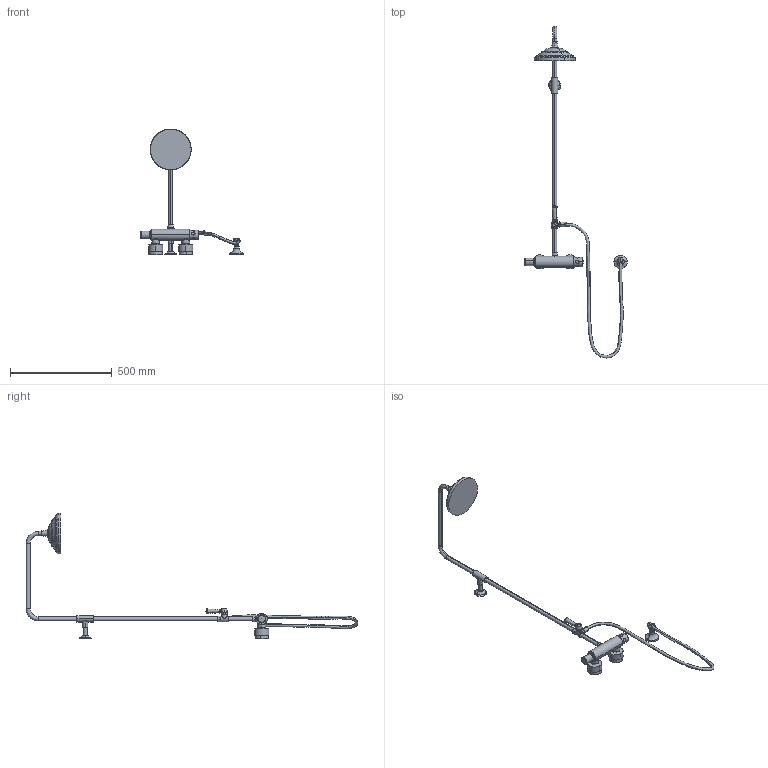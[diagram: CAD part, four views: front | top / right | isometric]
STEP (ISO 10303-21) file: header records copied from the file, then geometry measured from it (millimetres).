
FILE_DESCRIPTION (( 'STEP AP214' ), '1' );
FILE_NAME ('34459360.STEP', '2020-04-07T07:36:27', ( '' ), ( '' ), 'SwSTEP 2.0', 'SolidWorks 2017', '' );
FILE_SCHEMA (( 'AUTOMOTIVE_DESIGN' ));
Length unit declared in the file: millimetre
Products named in the file (25): Halter-+-09.17.20.015.90-01_-_K1; Planungsmodell_Koerper-+-09.17.01.044.90-01_K1; Halter-+-09.17.20.016.94-01_-_PDB_09172001694; Haube-+-09.12.05.038.90-01_-_PDB_28545977-00; 34459360; Mutter-+-09.24.03.139.90-01_-_Default1; Planungsmodell_Rosette-+-09.27.82.003.94-01_ _K2; Planungsmodell_T-Stueck-+-09.17.11.037.90-01_K1; Planungsmodell_Schlauch-+-09.30.02.008-2_Regenbrause_Wandhalter; Planungsmodell_Rohr_gerade-+-28.568.780-10_ _K89_18x26,5; Schraube-+-09.30.30.062.90-01_-_K1; Planungsmodell_Konus-+-09.30.02.005-03_-_K2; Planungsmodell_Griff-+-09.20.58.010.60-01_ _K3_23,4x15x60; Planungsmodell_Mitnehmer-+-09.18.20.011.94-01_ _K1; Planungsmodell_Rohr_gerade-+-28.568.780-10_ _K378_66x17; Planungsmodell_Koerper-+-09.17.09.045-01_ _K1; Planungsmodell_Mutter-+-09.23.30.034.90-1; Planungsmodell_Rohr-+-04.28.22.101.00-01_ _K1; Mutter-+-09.23.30.035.90-01_-_Default1; Planungsmodell_Rohr_gerade-+-28.568.780-10_ _K7_18x55; Planungsmodell_Mutter-+-09.23.30.035-01_ _K1_27_25x14; Planungsmodell_Kappe-+-09.21.02.008.90-01_K1_41 x 47,5 x 41; Planungsmodell_Rosette-+-05.27.22.503.00-01_-_K9_�70x32; Planungsmodell_Huelse-+-09.18.40.035.90-01_-_K1; Planungsmodell_Griff-+-09.20.99.003.94-01_ _K1
Assembly tree (28 placements, depth 2):
  34459360
    Planungsmodell_Koerper-+-09.17.01.044.90-01_K1
    Planungsmodell_Griff-+-09.20.99.003.94-01_ _K1
    Planungsmodell_Rosette-+-05.27.22.503.00-01_-_K9_�70x32  x2
    Planungsmodell_Mutter-+-09.23.30.035-01_ _K1_27_25x14
    Planungsmodell_Rohr-+-04.28.22.101.00-01_ _K1
    Planungsmodell_Koerper-+-09.17.09.045-01_ _K1
    Planungsmodell_Mitnehmer-+-09.18.20.011.94-01_ _K1
    Planungsmodell_Griff-+-09.20.58.010.60-01_ _K3_23,4x15x60
    Schraube-+-09.30.30.062.90-01_-_K1
    Planungsmodell_T-Stueck-+-09.17.11.037.90-01_K1
    Planungsmodell_Rosette-+-09.27.82.003.94-01_ _K2
    Mutter-+-09.24.03.139.90-01_-_Default1
    Haube-+-09.12.05.038.90-01_-_PDB_28545977-00
    Halter-+-09.17.20.016.94-01_-_PDB_09172001694
    Halter-+-09.17.20.015.90-01_-_K1
    Planungsmodell_Huelse-+-09.18.40.035.90-01_-_K1
    Planungsmodell_Kappe-+-09.21.02.008.90-01_K1_41 x 47,5 x 41
    Planungsmodell_Rohr_gerade-+-28.568.780-10_ _K7_18x55
    Mutter-+-09.23.30.035.90-01_-_Default1
    Planungsmodell_Mutter-+-09.23.30.034.90-1  x2
    Planungsmodell_Rohr_gerade-+-28.568.780-10_ _K378_66x17  x2
    Planungsmodell_Konus-+-09.30.02.005-03_-_K2  x2
    Planungsmodell_Rohr_gerade-+-28.568.780-10_ _K89_18x26,5
    Planungsmodell_Schlauch-+-09.30.02.008-2_Regenbrause_Wandhalter
Bounding box: 505 x 1631.45 x 618.5 mm (x, y, z)
Volume: 3248512.2 mm3; surface area: 427709.4 mm2
Topology: 28 solids, 28 shells, 313 faces, 676 edges, 422 vertices
Faces by surface type: plane 102, cylinder 68, torus 59, cone 49, bspline 24, sphere 11
Entity records: 15712 total; most frequent: CARTESIAN_POINT 8761, DIRECTION 1354, ORIENTED_EDGE 1146, AXIS2_PLACEMENT_3D 608, EDGE_CURVE 573, VERTEX_POINT 358, CIRCLE 326, EDGE_LOOP 287
